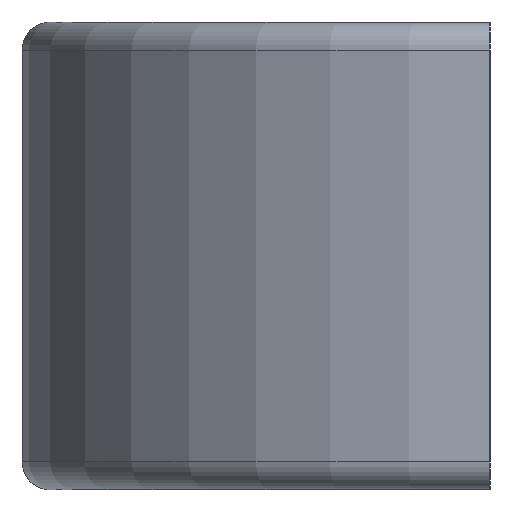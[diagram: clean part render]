
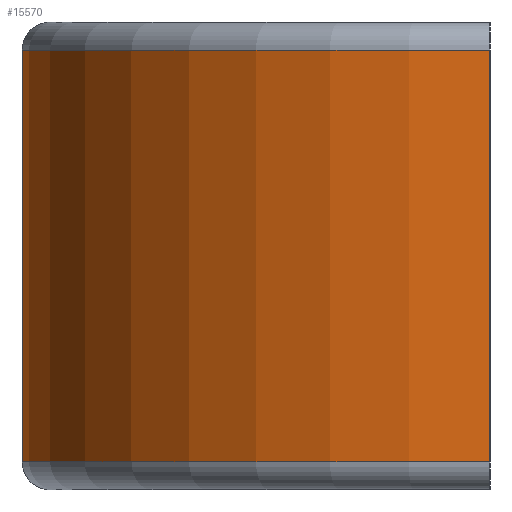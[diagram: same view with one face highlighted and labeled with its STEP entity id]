
A CAD part, left-side view. The second image highlights one B-rep face of the part: STEP entity #15570.
In plain terms, the highlighted cylindrical face has radius 20 mm (diameter 40 mm), a partial arc.
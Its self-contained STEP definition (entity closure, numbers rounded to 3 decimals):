
#1990=CARTESIAN_POINT('',(-96.,0.,8.8));
#2000=VERTEX_POINT('',#1990);
#2030=CARTESIAN_POINT('',(-76.,0.,8.8));
#2040=DIRECTION('',(0.,0.,-1.));
#2050=DIRECTION('',(-1.,0.,0.));
#2060=AXIS2_PLACEMENT_3D('',#2030,#2040,#2050);
#2070=CIRCLE('',#2060,20.);
#2080=CARTESIAN_POINT('',(-76.,20.,8.8));
#2090=VERTEX_POINT('',#2080);
#2100=EDGE_CURVE('',#2000,#2090,#2070,.T.);
#5900=CARTESIAN_POINT('',(-76.,20.,0.));
#5910=DIRECTION('',(0.,0.,1.));
#5920=VECTOR('',#5910,1.);
#5930=LINE('',#5900,#5920);
#5940=CARTESIAN_POINT('',(-76.,20.,-8.8));
#5950=VERTEX_POINT('',#5940);
#5960=EDGE_CURVE('',#5950,#2090,#5930,.T.);
#7320=CARTESIAN_POINT('',(-96.,0.,-8.8));
#7330=VERTEX_POINT('',#7320);
#7360=CARTESIAN_POINT('',(-96.,0.,0.));
#7370=DIRECTION('',(0.,0.,1.));
#7380=VECTOR('',#7370,1.);
#7390=LINE('',#7360,#7380);
#7400=EDGE_CURVE('',#7330,#2000,#7390,.T.);
#15400=CARTESIAN_POINT('',(-76.,0.,0.));
#15410=DIRECTION('',(0.,0.,1.));
#15420=DIRECTION('',(-1.,0.,0.));
#15430=AXIS2_PLACEMENT_3D('',#15400,#15410,#15420);
#15440=CYLINDRICAL_SURFACE('',#15430,20.);
#15450=ORIENTED_EDGE('',*,*,#5960,.F.);
#15460=ORIENTED_EDGE('',*,*,#2100,.T.);
#15470=ORIENTED_EDGE('',*,*,#7400,.T.);
#15480=CARTESIAN_POINT('',(-76.,0.,-8.8));
#15490=DIRECTION('',(0.,0.,-1.));
#15500=DIRECTION('',(-1.,0.,0.));
#15510=AXIS2_PLACEMENT_3D('',#15480,#15490,#15500);
#15520=CIRCLE('',#15510,20.);
#15530=EDGE_CURVE('',#7330,#5950,#15520,.T.);
#15540=ORIENTED_EDGE('',*,*,#15530,.F.);
#15550=EDGE_LOOP('',(#15540,#15470,#15460,#15450));
#15560=FACE_OUTER_BOUND('',#15550,.T.);
#15570=ADVANCED_FACE('',(#15560),#15440,.T.);
